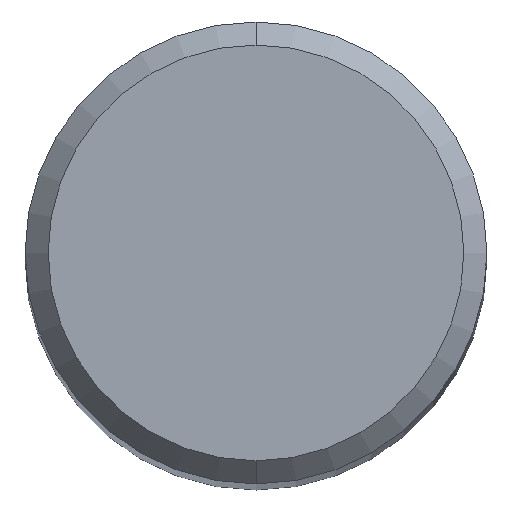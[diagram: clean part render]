
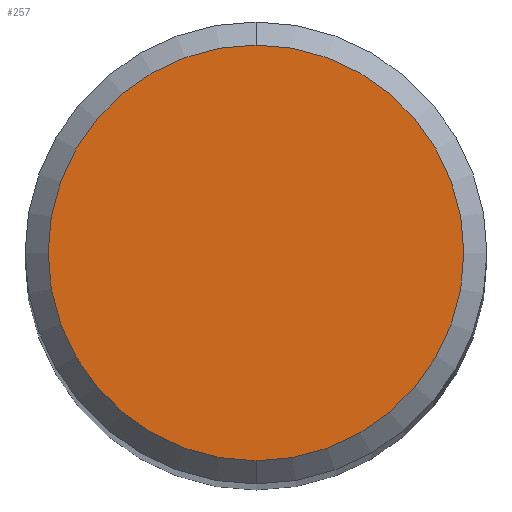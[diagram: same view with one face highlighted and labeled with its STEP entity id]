
A CAD part, top view. The second image highlights one B-rep face of the part: STEP entity #257.
In plain terms, the highlighted planar face has unit normal (0, 0, 1).
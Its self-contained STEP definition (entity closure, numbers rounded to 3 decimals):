
#165=EDGE_CURVE('',#175,#207,#355,.T.);
#175=VERTEX_POINT('',#368);
#197=EDGE_CURVE('',#207,#175,#392,.T.);
#207=VERTEX_POINT('',#403);
#257=ADVANCED_FACE('',(#458),#459,.T.);
#355=CIRCLE('',#570,5.4);
#368=CARTESIAN_POINT('',(0.0,5.4,0.0));
#392=CIRCLE('',#620,5.4);
#403=CARTESIAN_POINT('',(0.,-5.4,0.0));
#458=FACE_OUTER_BOUND('',#700,.T.);
#459=PLANE('',#701);
#570=AXIS2_PLACEMENT_3D('',#802,#803,#804);
#620=AXIS2_PLACEMENT_3D('',#853,#854,#855);
#700=EDGE_LOOP('',(#938,#939));
#701=AXIS2_PLACEMENT_3D('',#940,#941,#942);
#802=CARTESIAN_POINT('',(0.0,0.0,0.0));
#803=DIRECTION('',(0.0,0.0,-1.0));
#804=DIRECTION('',(0.0,1.0,0.0));
#853=CARTESIAN_POINT('',(0.0,0.0,0.0));
#854=DIRECTION('',(0.0,0.0,-1.0));
#855=DIRECTION('',(0.0,1.0,0.0));
#938=ORIENTED_EDGE('',*,*,#165,.F.);
#939=ORIENTED_EDGE('',*,*,#197,.F.);
#940=CARTESIAN_POINT('',(0.0,2.7,0.0));
#941=DIRECTION('',(-0.0,0.0,1.0));
#942=DIRECTION('',(0.0,-1.0,0.0));
